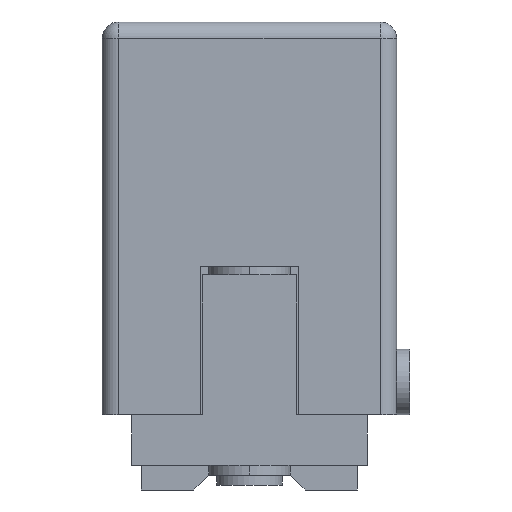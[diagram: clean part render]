
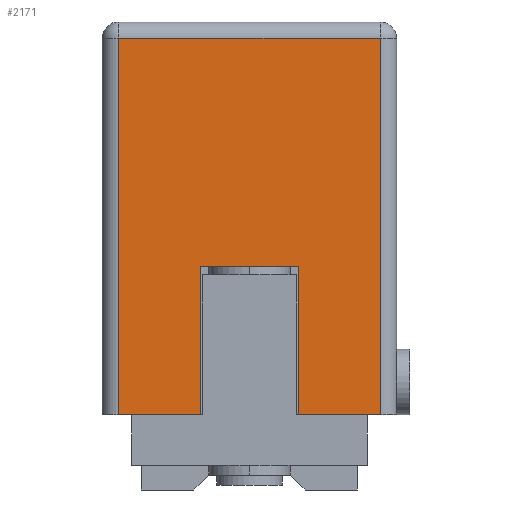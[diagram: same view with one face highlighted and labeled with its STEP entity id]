
A CAD part, front view. The second image highlights one B-rep face of the part: STEP entity #2171.
In plain terms, the highlighted planar face has unit normal (0, -1, 0).
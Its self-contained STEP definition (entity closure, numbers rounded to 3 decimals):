
#10 = VECTOR ( 'NONE', #509, 1000. ) ;
#122 = EDGE_CURVE ( 'NONE', #2256, #2076, #840, .T. ) ;
#152 = DIRECTION ( 'NONE',  ( 0., 0., -1. ) ) ;
#167 = VERTEX_POINT ( 'NONE', #2202 ) ;
#246 = AXIS2_PLACEMENT_3D ( 'NONE', #2108, #2593, #2845 ) ;
#280 = CARTESIAN_POINT ( 'NONE',  ( 1.5, 0., -12. ) ) ;
#292 = VECTOR ( 'NONE', #675, 1000. ) ;
#394 = ORIENTED_EDGE ( 'NONE', *, *, #1648, .T. ) ;
#443 = CARTESIAN_POINT ( 'NONE',  ( -1.5, 0., -7.475 ) ) ;
#457 = EDGE_CURVE ( 'NONE', #2574, #167, #1702, .T. ) ;
#486 = VERTEX_POINT ( 'NONE', #2067 ) ;
#509 = DIRECTION ( 'NONE',  ( 0., 0., -1. ) ) ;
#554 = VERTEX_POINT ( 'NONE', #2844 ) ;
#675 = DIRECTION ( 'NONE',  ( 0., 0., 1. ) ) ;
#815 = ORIENTED_EDGE ( 'NONE', *, *, #122, .F. ) ;
#840 = LINE ( 'NONE', #2473, #2663 ) ;
#932 = VECTOR ( 'NONE', #1930, 1000. ) ;
#1014 = CARTESIAN_POINT ( 'NONE',  ( -4.5, 0., -12. ) ) ;
#1147 = LINE ( 'NONE', #3002, #2257 ) ;
#1446 = CARTESIAN_POINT ( 'NONE',  ( -1.5, 0., -12. ) ) ;
#1453 = CARTESIAN_POINT ( 'NONE',  ( 1.5, 0., -7.475 ) ) ;
#1473 = VECTOR ( 'NONE', #2685, 1000. ) ;
#1554 = FACE_OUTER_BOUND ( 'NONE', #2797, .T. ) ;
#1597 = ORIENTED_EDGE ( 'NONE', *, *, #2521, .F. ) ;
#1648 = EDGE_CURVE ( 'NONE', #167, #2861, #2664, .T. ) ;
#1702 = LINE ( 'NONE', #2576, #1741 ) ;
#1738 = VERTEX_POINT ( 'NONE', #1446 ) ;
#1741 = VECTOR ( 'NONE', #1839, 1000. ) ;
#1755 = ORIENTED_EDGE ( 'NONE', *, *, #2906, .T. ) ;
#1825 = DIRECTION ( 'NONE',  ( -1., 0., 0. ) ) ;
#1839 = DIRECTION ( 'NONE',  ( 1., 0., 0. ) ) ;
#1930 = DIRECTION ( 'NONE',  ( 0., 0., 1. ) ) ;
#2067 = CARTESIAN_POINT ( 'NONE',  ( -4., 0., -0.5 ) ) ;
#2076 = VERTEX_POINT ( 'NONE', #443 ) ;
#2108 = CARTESIAN_POINT ( 'NONE',  ( -4.5, 0., -12. ) ) ;
#2171 = ADVANCED_FACE ( 'NONE', ( #1554 ), #2583, .T. ) ;
#2192 = EDGE_CURVE ( 'NONE', #2574, #2256, #2573, .T. ) ;
#2202 = CARTESIAN_POINT ( 'NONE',  ( 4., 0., -12. ) ) ;
#2256 = VERTEX_POINT ( 'NONE', #1453 ) ;
#2257 = VECTOR ( 'NONE', #152, 1000. ) ;
#2328 = LINE ( 'NONE', #1014, #1473 ) ;
#2357 = CARTESIAN_POINT ( 'NONE',  ( 4., 0., -12. ) ) ;
#2417 = EDGE_CURVE ( 'NONE', #554, #1738, #2328, .T. ) ;
#2473 = CARTESIAN_POINT ( 'NONE',  ( 1.5, 0., -7.475 ) ) ;
#2521 = EDGE_CURVE ( 'NONE', #2076, #1738, #1147, .T. ) ;
#2539 = ORIENTED_EDGE ( 'NONE', *, *, #2780, .T. ) ;
#2573 = LINE ( 'NONE', #280, #932 ) ;
#2574 = VERTEX_POINT ( 'NONE', #3034 ) ;
#2576 = CARTESIAN_POINT ( 'NONE',  ( -4.5, 0., -12. ) ) ;
#2583 = PLANE ( 'NONE',  #246 ) ;
#2593 = DIRECTION ( 'NONE',  ( 0., -1., 0. ) ) ;
#2646 = ORIENTED_EDGE ( 'NONE', *, *, #2417, .T. ) ;
#2663 = VECTOR ( 'NONE', #2673, 1000. ) ;
#2664 = LINE ( 'NONE', #2357, #292 ) ;
#2667 = CARTESIAN_POINT ( 'NONE',  ( -4., 0., -12. ) ) ;
#2669 = ORIENTED_EDGE ( 'NONE', *, *, #457, .T. ) ;
#2673 = DIRECTION ( 'NONE',  ( -1., 0., 0. ) ) ;
#2685 = DIRECTION ( 'NONE',  ( 1., 0., 0. ) ) ;
#2764 = CARTESIAN_POINT ( 'NONE',  ( -4.5, 0., -0.5 ) ) ;
#2780 = EDGE_CURVE ( 'NONE', #486, #554, #2795, .T. ) ;
#2792 = LINE ( 'NONE', #2764, #2832 ) ;
#2795 = LINE ( 'NONE', #2667, #10 ) ;
#2797 = EDGE_LOOP ( 'NONE', ( #1597, #815, #3048, #2669, #394, #1755, #2539, #2646 ) ) ;
#2832 = VECTOR ( 'NONE', #1825, 1000. ) ;
#2844 = CARTESIAN_POINT ( 'NONE',  ( -4., 0., -12. ) ) ;
#2845 = DIRECTION ( 'NONE',  ( 1., 0., 0. ) ) ;
#2861 = VERTEX_POINT ( 'NONE', #3003 ) ;
#2906 = EDGE_CURVE ( 'NONE', #2861, #486, #2792, .T. ) ;
#3002 = CARTESIAN_POINT ( 'NONE',  ( -1.5, 0., -12. ) ) ;
#3003 = CARTESIAN_POINT ( 'NONE',  ( 4., 0., -0.5 ) ) ;
#3034 = CARTESIAN_POINT ( 'NONE',  ( 1.5, 0., -12. ) ) ;
#3048 = ORIENTED_EDGE ( 'NONE', *, *, #2192, .F. ) ;
